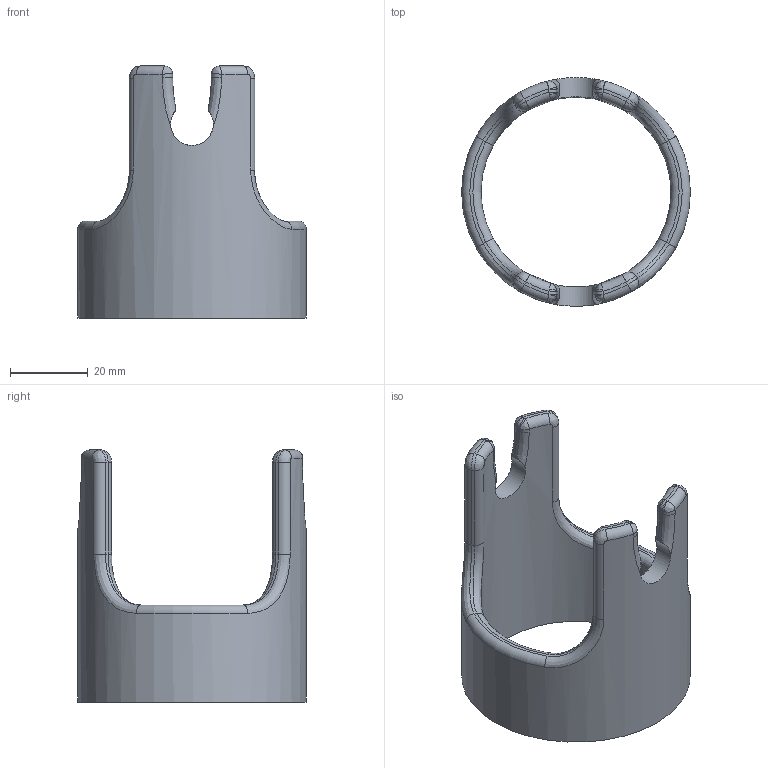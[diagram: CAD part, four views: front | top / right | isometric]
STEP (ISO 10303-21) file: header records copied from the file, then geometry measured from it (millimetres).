
FILE_DESCRIPTION(/* description */ ('STEP AP242','CAx-IF Rec.Pracs.---Representation and Presentation of Product Manufacturing Information (PMI)---4.0---2014-10-13','CAx-IF Rec.Pracs.---3D Tessellated Geometry---0.4---2014-09-14','2;1'),/* implementation_level */ '2;1');
FILE_NAME(/* name */ '6799aef6852b6e2842443d46',/* time_stamp */ '2025-01-29T04:30:46Z',/* author */ (''),/* organization */ (''),/* preprocessor_version */ 'ST-DEVELOPER v20',/* originating_system */ 'ONSHAPE BY PTC INC, 1.192',/* authorisation */ ' ');
FILE_SCHEMA (('AP242_MANAGED_MODEL_BASED_3D_ENGINEERING_MIM_LF { 1 0 10303 442 1 1 4 }'));
Length unit declared in the file: metre
Products named in the file (1): Bottom Joint
Bounding box: 59 x 59 x 65 mm (x, y, z)
Volume: 32570.4 mm3; surface area: 15402.9 mm2
Topology: 1 solids, 1 shells, 107 faces, 262 edges, 148 vertices
Faces by surface type: bspline 44, cylinder 32, torus 16, plane 15
Full cylindrical faces by diameter (mm): 49 x1, 59 x1
Entity records: 4190 total; most frequent: CARTESIAN_POINT 2150, ORIENTED_EDGE 500, DIRECTION 296, EDGE_CURVE 250, VERTEX_POINT 146, B_SPLINE_CURVE_WITH_KNOTS 140, AXIS2_PLACEMENT_3D 122, EDGE_LOOP 110
